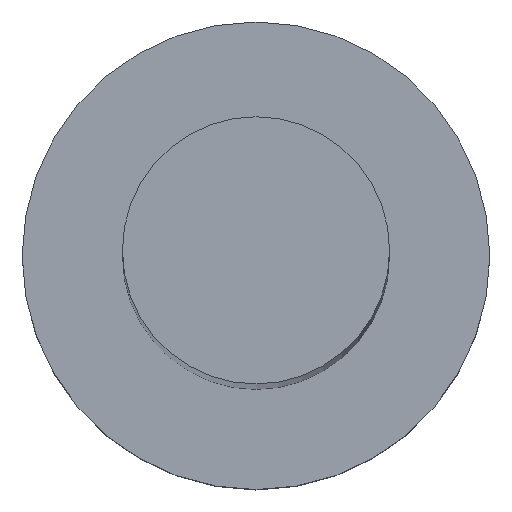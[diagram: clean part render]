
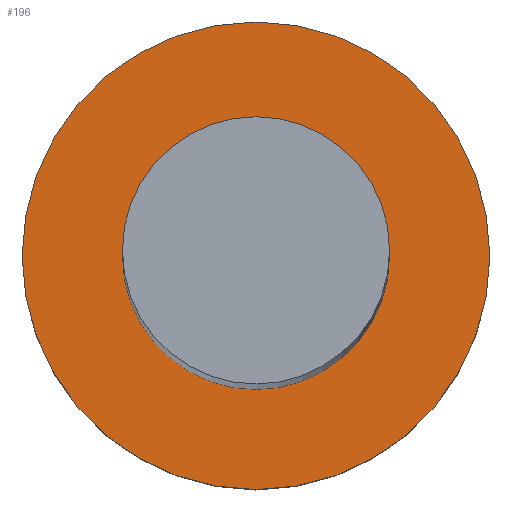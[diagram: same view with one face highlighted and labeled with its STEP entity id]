
A CAD part, top view. The second image highlights one B-rep face of the part: STEP entity #196.
In plain terms, the highlighted planar face has unit normal (0, 0, 1).
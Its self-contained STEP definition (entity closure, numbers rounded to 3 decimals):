
#21 = FACE_OUTER_BOUND ( 'NONE', #105, .T. ) ;
#27 = CIRCLE ( 'NONE', #175, 4. ) ;
#31 = CIRCLE ( 'NONE', #243, 7. ) ;
#35 = EDGE_LOOP ( 'NONE', ( #141, #245 ) ) ;
#40 = DIRECTION ( 'NONE',  ( 0., 0., 1. ) ) ;
#43 = VERTEX_POINT ( 'NONE', #161 ) ;
#45 = ORIENTED_EDGE ( 'NONE', *, *, #240, .T. ) ;
#55 = DIRECTION ( 'NONE',  ( 1., 0., 0. ) ) ;
#56 = FACE_BOUND ( 'NONE', #35, .T. ) ;
#60 = DIRECTION ( 'NONE',  ( 0., 0., 1. ) ) ;
#66 = DIRECTION ( 'NONE',  ( 1., 0., 0. ) ) ;
#68 = AXIS2_PLACEMENT_3D ( 'NONE', #78, #255, #55 ) ;
#73 = EDGE_CURVE ( 'NONE', #136, #43, #27, .T. ) ;
#76 = CARTESIAN_POINT ( 'NONE',  ( -7., 0., 6.5 ) ) ;
#78 = CARTESIAN_POINT ( 'NONE',  ( 0., 0., 6.5 ) ) ;
#83 = CARTESIAN_POINT ( 'NONE',  ( 7., 0., 6.5 ) ) ;
#84 = CARTESIAN_POINT ( 'NONE',  ( 0., 0., 6.5 ) ) ;
#85 = EDGE_CURVE ( 'NONE', #178, #154, #31, .T. ) ;
#105 = EDGE_LOOP ( 'NONE', ( #45, #181 ) ) ;
#110 = AXIS2_PLACEMENT_3D ( 'NONE', #84, #221, #121 ) ;
#121 = DIRECTION ( 'NONE',  ( 1., 0., 0. ) ) ;
#123 = CARTESIAN_POINT ( 'NONE',  ( 0., 0., 6.5 ) ) ;
#136 = VERTEX_POINT ( 'NONE', #211 ) ;
#141 = ORIENTED_EDGE ( 'NONE', *, *, #198, .F. ) ;
#149 = DIRECTION ( 'NONE',  ( 0., 0., 1. ) ) ;
#150 = CIRCLE ( 'NONE', #68, 4. ) ;
#152 = DIRECTION ( 'NONE',  ( 1., 0., 0. ) ) ;
#154 = VERTEX_POINT ( 'NONE', #76 ) ;
#161 = CARTESIAN_POINT ( 'NONE',  ( -4., 0., 6.5 ) ) ;
#166 = PLANE ( 'NONE',  #251 ) ;
#175 = AXIS2_PLACEMENT_3D ( 'NONE', #123, #40, #66 ) ;
#178 = VERTEX_POINT ( 'NONE', #83 ) ;
#181 = ORIENTED_EDGE ( 'NONE', *, *, #85, .T. ) ;
#196 = ADVANCED_FACE ( 'NONE', ( #56, #21 ), #166, .T. ) ;
#198 = EDGE_CURVE ( 'NONE', #43, #136, #150, .T. ) ;
#207 = CARTESIAN_POINT ( 'NONE',  ( 0., 0., 6.5 ) ) ;
#211 = CARTESIAN_POINT ( 'NONE',  ( 4., 0., 6.5 ) ) ;
#218 = CIRCLE ( 'NONE', #110, 7. ) ;
#220 = CARTESIAN_POINT ( 'NONE',  ( 0., 0., 6.5 ) ) ;
#221 = DIRECTION ( 'NONE',  ( 0., 0., 1. ) ) ;
#238 = DIRECTION ( 'NONE',  ( 1., 0., 0. ) ) ;
#240 = EDGE_CURVE ( 'NONE', #154, #178, #218, .T. ) ;
#243 = AXIS2_PLACEMENT_3D ( 'NONE', #207, #149, #152 ) ;
#245 = ORIENTED_EDGE ( 'NONE', *, *, #73, .F. ) ;
#251 = AXIS2_PLACEMENT_3D ( 'NONE', #220, #60, #238 ) ;
#255 = DIRECTION ( 'NONE',  ( 0., 0., 1. ) ) ;
